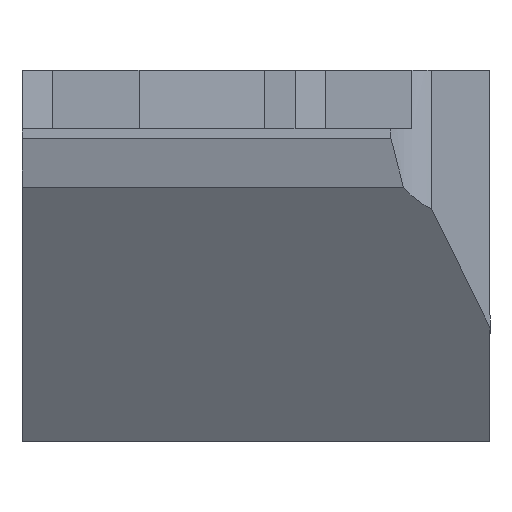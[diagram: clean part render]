
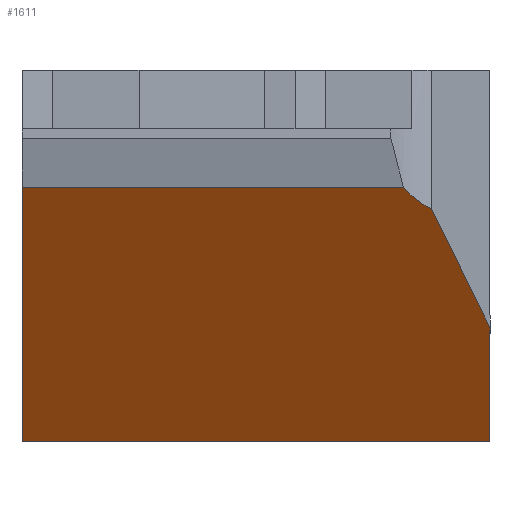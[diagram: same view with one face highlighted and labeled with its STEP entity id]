
A CAD part, left-side view. The second image highlights one B-rep face of the part: STEP entity #1611.
In plain terms, the highlighted planar face has unit normal (-0.819, 0, -0.574).
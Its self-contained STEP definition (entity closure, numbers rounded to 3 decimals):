
#56 = VERTEX_POINT ( 'NONE', #1766 ) ;
#57 = DIRECTION ( 'NONE',  ( 0., -1., 0. ) ) ;
#65 = VERTEX_POINT ( 'NONE', #2894 ) ;
#124 = EDGE_CURVE ( 'NONE', #56, #65, #1552, .T. ) ;
#256 = CARTESIAN_POINT ( 'NONE',  ( -115.192, -12., -19.05 ) ) ;
#354 = CARTESIAN_POINT ( 'NONE',  ( -115.192, 172.876, -19.05 ) ) ;
#401 = EDGE_CURVE ( 'NONE', #1586, #2440, #648, .T. ) ;
#459 = ORIENTED_EDGE ( 'NONE', *, *, #3091, .F. ) ;
#471 = CARTESIAN_POINT ( 'NONE',  ( -123.979, -7.987, -6.502 ) ) ;
#484 = VECTOR ( 'NONE', #3402, 1000. ) ;
#520 = DIRECTION ( 'NONE',  ( 0., -1., 0. ) ) ;
#613 = DIRECTION ( 'NONE',  ( -0.819, 0., -0.574 ) ) ;
#647 = CARTESIAN_POINT ( 'NONE',  ( -119.276, -12., -13.219 ) ) ;
#648 = LINE ( 'NONE', #1832, #484 ) ;
#715 = EDGE_LOOP ( 'NONE', ( #459, #964, #1348, #2729, #1807, #2549 ) ) ;
#722 = CARTESIAN_POINT ( 'NONE',  ( -123.56, -9., -7.1 ) ) ;
#915 = VECTOR ( 'NONE', #57, 1000. ) ;
#964 = ORIENTED_EDGE ( 'NONE', *, *, #1619, .T. ) ;
#998 = FACE_OUTER_BOUND ( 'NONE', #715, .T. ) ;
#1171 = DIRECTION ( 'NONE',  ( -0.574, 0., 0.819 ) ) ;
#1313 = LINE ( 'NONE', #1819, #2616 ) ;
#1348 = ORIENTED_EDGE ( 'NONE', *, *, #401, .F. ) ;
#1369 = VERTEX_POINT ( 'NONE', #2805 ) ;
#1423 = AXIS2_PLACEMENT_3D ( 'NONE', #2430, #613, #2175 ) ;
#1434 = CARTESIAN_POINT ( 'NONE',  ( -118.419, 12., -14.442 ) ) ;
#1456 = EDGE_CURVE ( 'NONE', #65, #1586, #3162, .T. ) ;
#1457 = LINE ( 'NONE', #354, #915 ) ;
#1485 = LINE ( 'NONE', #1434, #2776 ) ;
#1529 = VECTOR ( 'NONE', #2060, 1000. ) ;
#1552 =( BOUNDED_CURVE ( )  B_SPLINE_CURVE ( 3, ( #3320, #471, #2537, #722 ),
 .UNSPECIFIED., .F., .F. ) 
 B_SPLINE_CURVE_WITH_KNOTS ( ( 4, 4 ),
 ( 5.591, 5.991 ),
 .UNSPECIFIED. ) 
 CURVE ( )  GEOMETRIC_REPRESENTATION_ITEM ( )  RATIONAL_B_SPLINE_CURVE ( ( 1., 0.987, 0.987, 1. ) ) 
 REPRESENTATION_ITEM ( '' )  );
#1586 = VERTEX_POINT ( 'NONE', #647 ) ;
#1611 = ADVANCED_FACE ( 'NONE', ( #998 ), #1923, .T. ) ;
#1619 = EDGE_CURVE ( 'NONE', #2911, #2440, #1457, .T. ) ;
#1766 = CARTESIAN_POINT ( 'NONE',  ( -124.33, -7.563, -6. ) ) ;
#1807 = ORIENTED_EDGE ( 'NONE', *, *, #124, .F. ) ;
#1819 = CARTESIAN_POINT ( 'NONE',  ( -124.33, 172.876, -6. ) ) ;
#1832 = CARTESIAN_POINT ( 'NONE',  ( -118.419, -12., -14.442 ) ) ;
#1923 = PLANE ( 'NONE',  #1423 ) ;
#2060 = DIRECTION ( 'NONE',  ( 0.532, -0.373, -0.76 ) ) ;
#2175 = DIRECTION ( 'NONE',  ( -0.574, 0., 0.819 ) ) ;
#2430 = CARTESIAN_POINT ( 'NONE',  ( -124.33, 172.876, -6. ) ) ;
#2440 = VERTEX_POINT ( 'NONE', #256 ) ;
#2537 = CARTESIAN_POINT ( 'NONE',  ( -123.718, -8.473, -6.874 ) ) ;
#2549 = ORIENTED_EDGE ( 'NONE', *, *, #2816, .F. ) ;
#2568 = CARTESIAN_POINT ( 'NONE',  ( -193.038, 39.649, 92.125 ) ) ;
#2616 = VECTOR ( 'NONE', #520, 1000. ) ;
#2729 = ORIENTED_EDGE ( 'NONE', *, *, #1456, .F. ) ;
#2776 = VECTOR ( 'NONE', #1171, 1000. ) ;
#2805 = CARTESIAN_POINT ( 'NONE',  ( -124.33, 12., -6. ) ) ;
#2816 = EDGE_CURVE ( 'NONE', #1369, #56, #1313, .T. ) ;
#2894 = CARTESIAN_POINT ( 'NONE',  ( -123.56, -9., -7.1 ) ) ;
#2911 = VERTEX_POINT ( 'NONE', #2931 ) ;
#2931 = CARTESIAN_POINT ( 'NONE',  ( -115.192, 12., -19.05 ) ) ;
#3091 = EDGE_CURVE ( 'NONE', #2911, #1369, #1485, .T. ) ;
#3162 = LINE ( 'NONE', #2568, #1529 ) ;
#3320 = CARTESIAN_POINT ( 'NONE',  ( -124.33, -7.563, -6. ) ) ;
#3402 = DIRECTION ( 'NONE',  ( 0.574, 0., -0.819 ) ) ;
